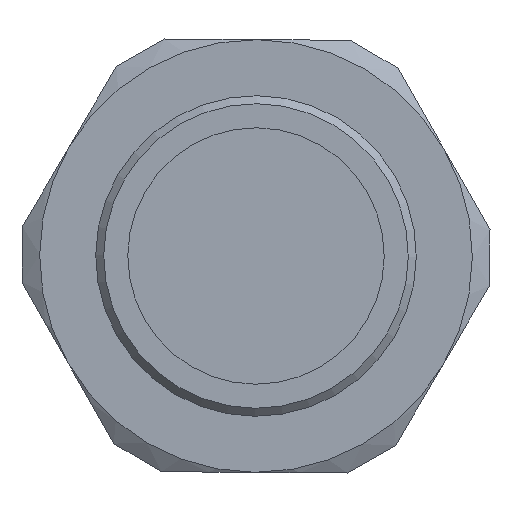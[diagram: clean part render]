
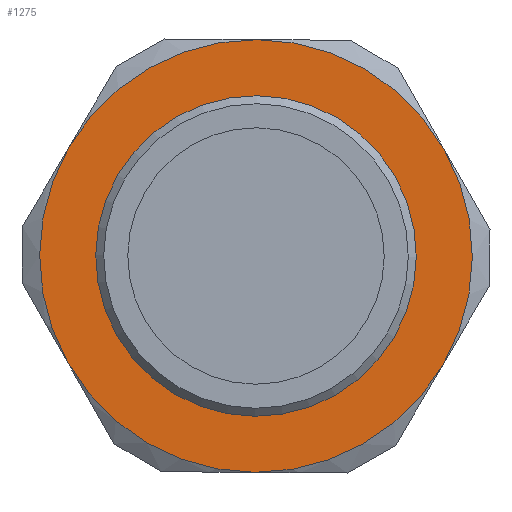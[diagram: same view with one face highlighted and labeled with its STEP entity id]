
A CAD part, front view. The second image highlights one B-rep face of the part: STEP entity #1275.
In plain terms, the highlighted planar face has unit normal (0, -1, 0).
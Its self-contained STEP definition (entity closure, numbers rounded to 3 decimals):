
#251=FACE_BOUND('',#369,.T.);
#289=FACE_OUTER_BOUND('',#368,.T.);
#368=EDGE_LOOP('',(#893,#894,#895,#896,#897,#898));
#369=EDGE_LOOP('',(#899));
#422=CIRCLE('',#1367,13.5);
#423=CIRCLE('',#1369,13.5);
#424=CIRCLE('',#1371,13.5);
#425=CIRCLE('',#1373,13.5);
#426=CIRCLE('',#1375,13.5);
#427=CIRCLE('',#1377,13.5);
#438=CIRCLE('',#1398,9.5);
#462=VERTEX_POINT('',#1773);
#469=VERTEX_POINT('',#1803);
#475=VERTEX_POINT('',#1831);
#481=VERTEX_POINT('',#1859);
#487=VERTEX_POINT('',#1887);
#493=VERTEX_POINT('',#1915);
#501=VERTEX_POINT('',#1978);
#626=EDGE_CURVE('',#487,#481,#422,.T.);
#627=EDGE_CURVE('',#493,#487,#423,.T.);
#628=EDGE_CURVE('',#462,#493,#424,.T.);
#629=EDGE_CURVE('',#469,#462,#425,.T.);
#630=EDGE_CURVE('',#475,#469,#426,.T.);
#631=EDGE_CURVE('',#481,#475,#427,.T.);
#645=EDGE_CURVE('',#501,#501,#438,.T.);
#893=ORIENTED_EDGE('',*,*,#630,.F.);
#894=ORIENTED_EDGE('',*,*,#631,.F.);
#895=ORIENTED_EDGE('',*,*,#626,.F.);
#896=ORIENTED_EDGE('',*,*,#627,.F.);
#897=ORIENTED_EDGE('',*,*,#628,.F.);
#898=ORIENTED_EDGE('',*,*,#629,.F.);
#899=ORIENTED_EDGE('',*,*,#645,.T.);
#1137=PLANE('',#1399);
#1275=ADVANCED_FACE('',(#289,#251),#1137,.T.);
#1367=AXIS2_PLACEMENT_3D('',#1940,#1525,#1526);
#1369=AXIS2_PLACEMENT_3D('',#1942,#1529,#1530);
#1371=AXIS2_PLACEMENT_3D('',#1944,#1533,#1534);
#1373=AXIS2_PLACEMENT_3D('',#1946,#1537,#1538);
#1375=AXIS2_PLACEMENT_3D('',#1948,#1541,#1542);
#1377=AXIS2_PLACEMENT_3D('',#1950,#1545,#1546);
#1398=AXIS2_PLACEMENT_3D('',#1979,#1590,#1591);
#1399=AXIS2_PLACEMENT_3D('',#1981,#1593,#1594);
#1525=DIRECTION('center_axis',(0.,1.,0.));
#1526=DIRECTION('ref_axis',(1.,0.,-0.007));
#1529=DIRECTION('center_axis',(0.,1.,0.));
#1530=DIRECTION('ref_axis',(1.,0.,-0.007));
#1533=DIRECTION('center_axis',(0.,1.,0.));
#1534=DIRECTION('ref_axis',(1.,0.,-0.007));
#1537=DIRECTION('center_axis',(0.,1.,0.));
#1538=DIRECTION('ref_axis',(1.,0.,-0.007));
#1541=DIRECTION('center_axis',(0.,1.,0.));
#1542=DIRECTION('ref_axis',(1.,0.,-0.007));
#1545=DIRECTION('center_axis',(0.,1.,0.));
#1546=DIRECTION('ref_axis',(1.,0.,-0.007));
#1590=DIRECTION('center_axis',(0.,1.,0.));
#1591=DIRECTION('ref_axis',(1.,0.,-0.007));
#1593=DIRECTION('center_axis',(0.,-1.,0.));
#1594=DIRECTION('ref_axis',(-0.007,0.,
-1.));
#1773=CARTESIAN_POINT('',(48.821,-91.45,102.385));
#1803=CARTESIAN_POINT('',(37.083,-91.45,95.716));
#1831=CARTESIAN_POINT('',(36.989,-91.45,82.216));
#1859=CARTESIAN_POINT('',(48.633,-91.45,75.385));
#1887=CARTESIAN_POINT('',(60.371,-91.45,82.054));
#1915=CARTESIAN_POINT('',(60.465,-91.45,95.554));
#1940=CARTESIAN_POINT('Origin',(48.727,-91.45,88.885));
#1942=CARTESIAN_POINT('Origin',(48.727,-91.45,88.885));
#1944=CARTESIAN_POINT('Origin',(48.727,-91.45,88.885));
#1946=CARTESIAN_POINT('Origin',(48.727,-91.45,88.885));
#1948=CARTESIAN_POINT('Origin',(48.727,-91.45,88.885));
#1950=CARTESIAN_POINT('Origin',(48.727,-91.45,88.885));
#1978=CARTESIAN_POINT('',(58.227,-91.45,88.819));
#1979=CARTESIAN_POINT('Origin',(48.727,-91.45,88.885));
#1981=CARTESIAN_POINT('Origin',(35.227,-91.45,88.979));
